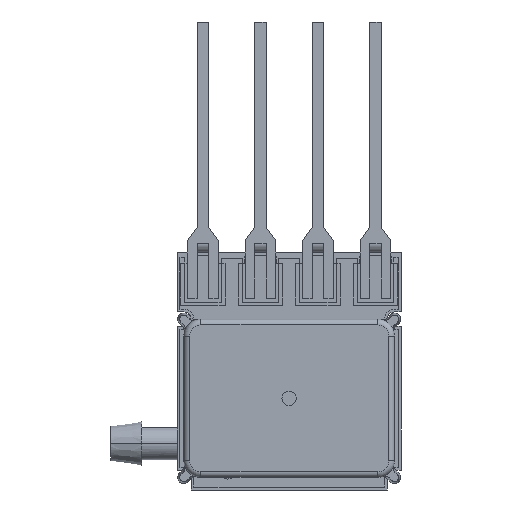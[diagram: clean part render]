
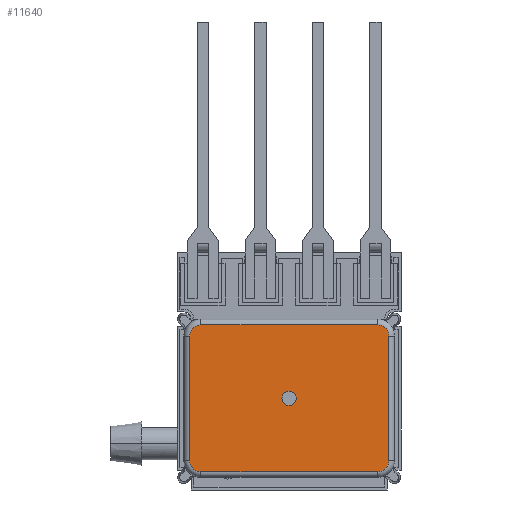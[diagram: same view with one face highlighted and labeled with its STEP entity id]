
A CAD part, front view. The second image highlights one B-rep face of the part: STEP entity #11640.
In plain terms, the highlighted face is planar.
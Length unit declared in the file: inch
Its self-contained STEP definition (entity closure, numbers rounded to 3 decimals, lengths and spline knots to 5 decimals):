
#1328 = EDGE_CURVE ( 'NONE', #4292, #4290, #13673, .T. ) ;
#1693 = AXIS2_PLACEMENT_3D ( 'NONE', #7019, #7006, #7014 ) ;
#1694 = AXIS2_PLACEMENT_3D ( 'NONE', #7009, #7011, #7007 ) ;
#1795 = EDGE_CURVE ( 'NONE', #4293, #4207, #14266, .T. ) ;
#1876 = EDGE_CURVE ( 'NONE', #4156, #4160, #14471, .T. ) ;
#2030 = EDGE_CURVE ( 'NONE', #4301, #4266, #4941, .T. ) ;
#2033 = EDGE_CURVE ( 'NONE', #4279, #4301, #4943, .T. ) ;
#2151 = EDGE_CURVE ( 'NONE', #4266, #4292, #5212, .T. ) ;
#2163 = EDGE_CURVE ( 'NONE', #4160, #4156, #5207, .T. ) ;
#2235 = EDGE_CURVE ( 'NONE', #4207, #4279, #5285, .T. ) ;
#2240 = EDGE_CURVE ( 'NONE', #4273, #4293, #5344, .T. ) ;
#2248 = EDGE_CURVE ( 'NONE', #4290, #4273, #5340, .T. ) ;
#2459 = AXIS2_PLACEMENT_3D ( 'NONE', #10887, #10893, #10882 ) ;
#2688 = AXIS2_PLACEMENT_3D ( 'NONE', #6152, #6159, #6173 ) ;
#2762 = AXIS2_PLACEMENT_3D ( 'NONE', #6499, #6500, #6509 ) ;
#2783 = AXIS2_PLACEMENT_3D ( 'NONE', #6802, #6808, #6787 ) ;
#3061 = AXIS2_PLACEMENT_3D ( 'NONE', #9423, #9422, #9398 ) ;
#3398 = FACE_BOUND ( 'NONE', #8297, .T. ) ;
#3468 = FACE_OUTER_BOUND ( 'NONE', #8433, .T. ) ;
#4156 = VERTEX_POINT ( 'NONE', #12914 ) ;
#4160 = VERTEX_POINT ( 'NONE', #12923 ) ;
#4207 = VERTEX_POINT ( 'NONE', #12968 ) ;
#4266 = VERTEX_POINT ( 'NONE', #13027 ) ;
#4273 = VERTEX_POINT ( 'NONE', #13056 ) ;
#4279 = VERTEX_POINT ( 'NONE', #13051 ) ;
#4290 = VERTEX_POINT ( 'NONE', #13031 ) ;
#4292 = VERTEX_POINT ( 'NONE', #13043 ) ;
#4293 = VERTEX_POINT ( 'NONE', #13009 ) ;
#4301 = VERTEX_POINT ( 'NONE', #13007 ) ;
#4941 = CIRCLE ( 'NONE', #2762, 0.01953 ) ;
#4943 = LINE ( 'NONE', #6508, #4990 ) ;
#4990 = VECTOR ( 'NONE', #6488, 39.37008 ) ;
#5184 = VECTOR ( 'NONE', #6788, 39.37008 ) ;
#5207 = CIRCLE ( 'NONE', #2783, 0.0125 ) ;
#5212 = LINE ( 'NONE', #6779, #5184 ) ;
#5285 = CIRCLE ( 'NONE', #1694, 0.01953 ) ;
#5318 = VECTOR ( 'NONE', #6030, 39.37008 ) ;
#5340 = LINE ( 'NONE', #6989, #5318 ) ;
#5344 = CIRCLE ( 'NONE', #1693, 0.01953 ) ;
#6014 = CARTESIAN_POINT ( 'NONE',  ( 0.15354, 0.1063, 0.1276 ) ) ;
#6015 = DIRECTION ( 'NONE',  ( 1., 0., 0. ) ) ;
#6030 = DIRECTION ( 'NONE',  ( 0., 0., 1. ) ) ;
#6152 = CARTESIAN_POINT ( 'NONE',  ( 0., 0.1063, 0. ) ) ;
#6159 = DIRECTION ( 'NONE',  ( 0., 1., 0. ) ) ;
#6173 = DIRECTION ( 'NONE',  ( 0., 0., 1. ) ) ;
#6488 = DIRECTION ( 'NONE',  ( 0., 0., -1. ) ) ;
#6499 = CARTESIAN_POINT ( 'NONE',  ( 0.15354, 0.1063, -0.10807 ) ) ;
#6500 = DIRECTION ( 'NONE',  ( 0., 1., 0. ) ) ;
#6508 = CARTESIAN_POINT ( 'NONE',  ( 0.17307, 0.1063, -0.10807 ) ) ;
#6509 = DIRECTION ( 'NONE',  ( 0., 0., 1. ) ) ;
#6779 = CARTESIAN_POINT ( 'NONE',  ( -0.15354, 0.1063, -0.1276 ) ) ;
#6787 = DIRECTION ( 'NONE',  ( 0., 0., 1. ) ) ;
#6788 = DIRECTION ( 'NONE',  ( -1., 0., 0. ) ) ;
#6802 = CARTESIAN_POINT ( 'NONE',  ( 0., 0.1063, 0. ) ) ;
#6808 = DIRECTION ( 'NONE',  ( 0., 1., 0. ) ) ;
#6989 = CARTESIAN_POINT ( 'NONE',  ( -0.17307, 0.1063, 0.10807 ) ) ;
#7006 = DIRECTION ( 'NONE',  ( 0., 1., 0. ) ) ;
#7007 = DIRECTION ( 'NONE',  ( 0., 0., 1. ) ) ;
#7009 = CARTESIAN_POINT ( 'NONE',  ( 0.15354, 0.1063, 0.10807 ) ) ;
#7011 = DIRECTION ( 'NONE',  ( 0., 1., 0. ) ) ;
#7014 = DIRECTION ( 'NONE',  ( 0., 0., 1. ) ) ;
#7019 = CARTESIAN_POINT ( 'NONE',  ( -0.15354, 0.1063, 0.10807 ) ) ;
#7840 = ORIENTED_EDGE ( 'NONE', *, *, #2033, .T. ) ;
#7843 = ORIENTED_EDGE ( 'NONE', *, *, #2248, .T. ) ;
#7854 = ORIENTED_EDGE ( 'NONE', *, *, #2151, .T. ) ;
#7861 = ORIENTED_EDGE ( 'NONE', *, *, #1876, .F. ) ;
#7862 = ORIENTED_EDGE ( 'NONE', *, *, #1795, .T. ) ;
#7871 = ORIENTED_EDGE ( 'NONE', *, *, #2235, .T. ) ;
#7885 = ORIENTED_EDGE ( 'NONE', *, *, #2030, .T. ) ;
#7899 = ORIENTED_EDGE ( 'NONE', *, *, #2163, .F. ) ;
#7913 = ORIENTED_EDGE ( 'NONE', *, *, #2240, .T. ) ;
#7920 = ORIENTED_EDGE ( 'NONE', *, *, #1328, .T. ) ;
#8297 = EDGE_LOOP ( 'NONE', ( #7861, #7899 ) ) ;
#8433 = EDGE_LOOP ( 'NONE', ( #7843, #7913, #7862, #7871, #7840, #7885, #7854, #7920 ) ) ;
#9397 = PLANE ( 'NONE',  #3061 ) ;
#9398 = DIRECTION ( 'NONE',  ( 0., 0., 1. ) ) ;
#9422 = DIRECTION ( 'NONE',  ( 0., 1., 0. ) ) ;
#9423 = CARTESIAN_POINT ( 'NONE',  ( -0.15354, 0.1063, 0.10807 ) ) ;
#10882 = DIRECTION ( 'NONE',  ( 0., 0., 1. ) ) ;
#10887 = CARTESIAN_POINT ( 'NONE',  ( -0.15354, 0.1063, -0.10807 ) ) ;
#10893 = DIRECTION ( 'NONE',  ( 0., 1., 0. ) ) ;
#11640 = ADVANCED_FACE ( 'NONE', ( #3398, #3468 ), #9397, .T. ) ;
#12914 = CARTESIAN_POINT ( 'NONE',  ( 0., 0.1063, 0.0125 ) ) ;
#12923 = CARTESIAN_POINT ( 'NONE',  ( 0., 0.1063, -0.0125 ) ) ;
#12968 = CARTESIAN_POINT ( 'NONE',  ( 0.15354, 0.1063, 0.1276 ) ) ;
#13007 = CARTESIAN_POINT ( 'NONE',  ( 0.17307, 0.1063, -0.10807 ) ) ;
#13009 = CARTESIAN_POINT ( 'NONE',  ( -0.15354, 0.1063, 0.1276 ) ) ;
#13027 = CARTESIAN_POINT ( 'NONE',  ( 0.15354, 0.1063, -0.1276 ) ) ;
#13031 = CARTESIAN_POINT ( 'NONE',  ( -0.17307, 0.1063, -0.10807 ) ) ;
#13043 = CARTESIAN_POINT ( 'NONE',  ( -0.15354, 0.1063, -0.1276 ) ) ;
#13051 = CARTESIAN_POINT ( 'NONE',  ( 0.17307, 0.1063, 0.10807 ) ) ;
#13056 = CARTESIAN_POINT ( 'NONE',  ( -0.17307, 0.1063, 0.10807 ) ) ;
#13673 = CIRCLE ( 'NONE', #2459, 0.01953 ) ;
#14266 = LINE ( 'NONE', #6014, #14289 ) ;
#14289 = VECTOR ( 'NONE', #6015, 39.37008 ) ;
#14471 = CIRCLE ( 'NONE', #2688, 0.0125 ) ;
